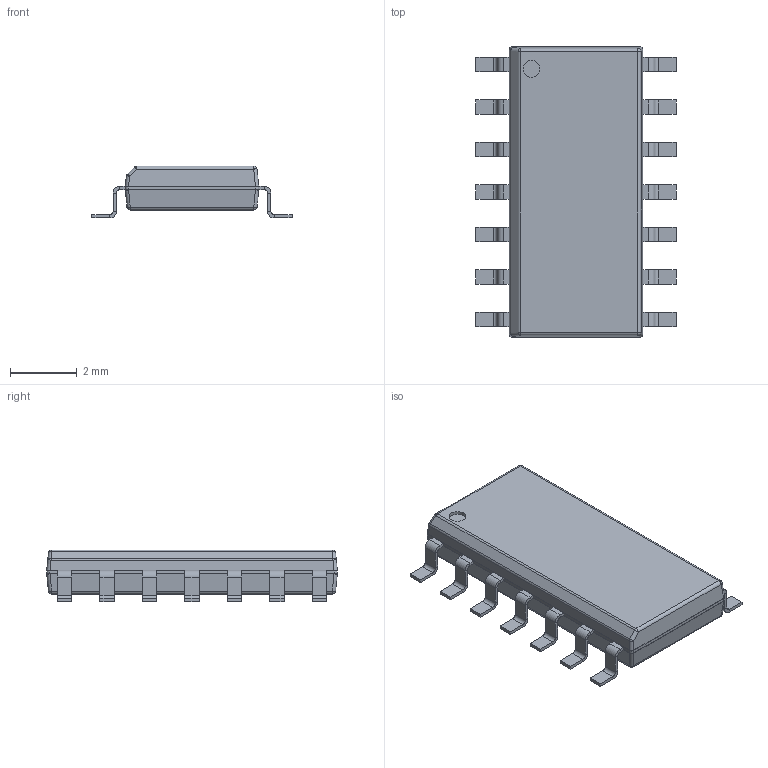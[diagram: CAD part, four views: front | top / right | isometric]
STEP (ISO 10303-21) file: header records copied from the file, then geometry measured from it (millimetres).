
FILE_DESCRIPTION(('Open CASCADE Model'),'2;1');
FILE_NAME('Open CASCADE Shape Model','2023-01-20T00:36:33',('Author'),( 'Open CASCADE'),'Open CASCADE STEP processor 7.5','Open CASCADE 7.5' ,'Unknown');
FILE_SCHEMA(('AUTOMOTIVE_DESIGN { 1 0 10303 214 1 1 1 1 }'));
Length unit declared in the file: millimetre
Products named in the file (7): PCB; Designator1; 5661476384; Open CASCADE STEP translator 7.5 11.1; Body; Open CASCADE STEP translator 7.5 11.2.1; Leader
Assembly tree (18 placements, depth 4):
  PCB
  Designator1
    5661476384
      Open CASCADE STEP translator 7.5 11.1
      Body
        Open CASCADE STEP translator 7.5 11.2.1
      Leader  x14
Bounding box: 5.99 x 8.7 x 1.55 mm (x, y, z)
Volume: 45.4 mm3; surface area: 123.9 mm2
Topology: 15 solids, 16 shells, 375 faces, 754 edges, 401 vertices
Faces by surface type: plane 269, cylinder 88, sphere 10, bspline 8
Full cylindrical faces by diameter (mm): 0.5 x1
Entity records: 3107 total; most frequent: CARTESIAN_POINT 1201, DIRECTION 381, ORIENTED_EDGE 343, EDGE_CURVE 172, AXIS2_PLACEMENT_3D 141, LINE 99, VECTOR 99, FACE_BOUND 90
